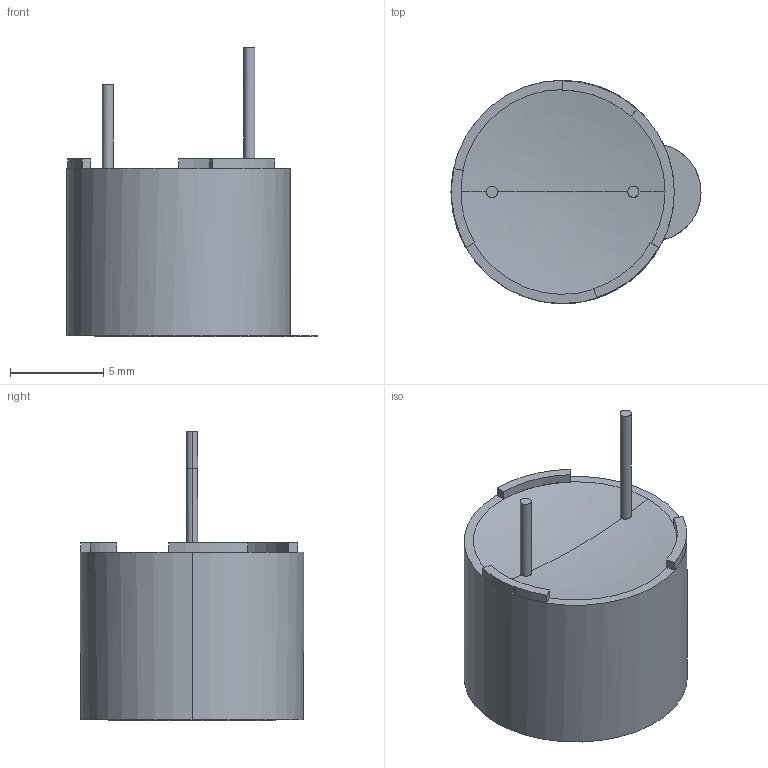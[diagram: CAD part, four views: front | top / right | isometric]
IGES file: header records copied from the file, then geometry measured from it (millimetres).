
Global section: file name: No Iges File Name specified; native system: AutoDesk Inventor R12.0; preprocessor: AutoDesk Inventor Iges Exporter R12.0; date: 20090219.082834; units: millimetre
Bounding box: 13.44 x 12 x 15.55 mm (x, y, z)
Volume: 718.6 mm3; surface area: 914.8 mm2
Topology: 1 solids, 2 shells, 43 faces, 102 edges, 63 vertices
Faces by surface type: plane 23, cylinder 11, revolution 7, bspline 2
